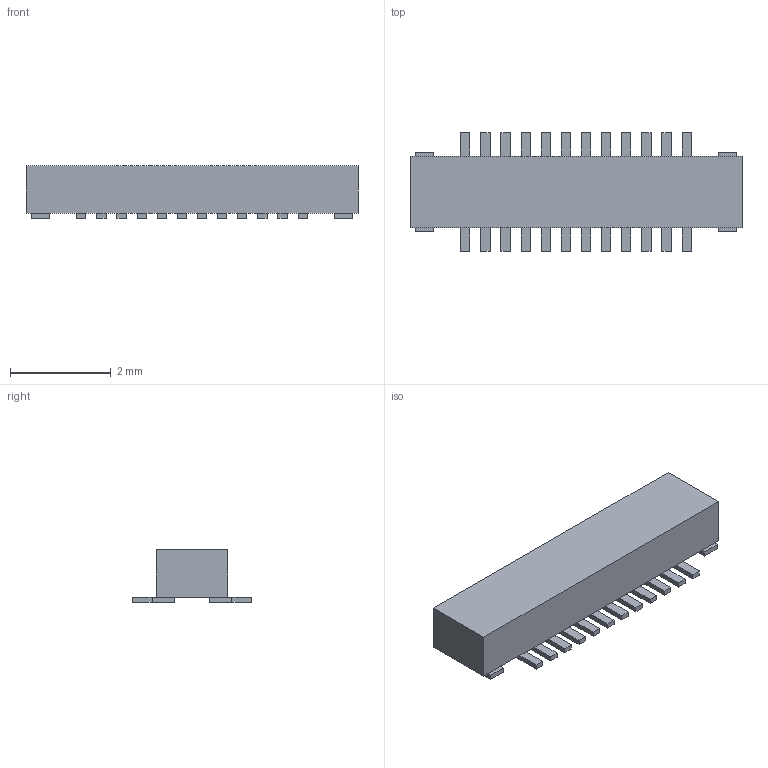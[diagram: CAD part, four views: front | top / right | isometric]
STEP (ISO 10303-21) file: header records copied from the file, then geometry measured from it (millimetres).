
FILE_DESCRIPTION(('FreeCAD Model'),'2;1');
FILE_NAME('FBB04004-M24S1003K6M.step', '2020-11-26T23:11:32',('Author'),(''), 'Open CASCADE STEP processor 7.3','FreeCAD','Unknown');
FILE_SCHEMA(('AUTOMOTIVE_DESIGN { 1 0 10303 214 1 1 1 1 }'));
Length unit declared in the file: millimetre
Products named in the file (5): Pins; Body; ASSEMBLY
Assembly tree (2 placements, depth 2):
  Pins
  Body
  ASSEMBLY
    Body
    Pins
Bounding box: 6.6 x 2.35 x 1.05 mm (x, y, z)
Surface area: 90 mm2
Topology: 58 solids, 58 shells, 348 faces, 2040 edges, 5840 vertices
Faces by surface type: plane 348
Entity records: 35822 total; most frequent: CARTESIAN_POINT 9623, DIRECTION 4134, LINE 3432, VECTOR 3432, ORIENTED_EDGE 1392, PCURVE 1392, DEFINITIONAL_REPRESENTATION 1392, GEOMETRIC_CURVE_SET 1346
